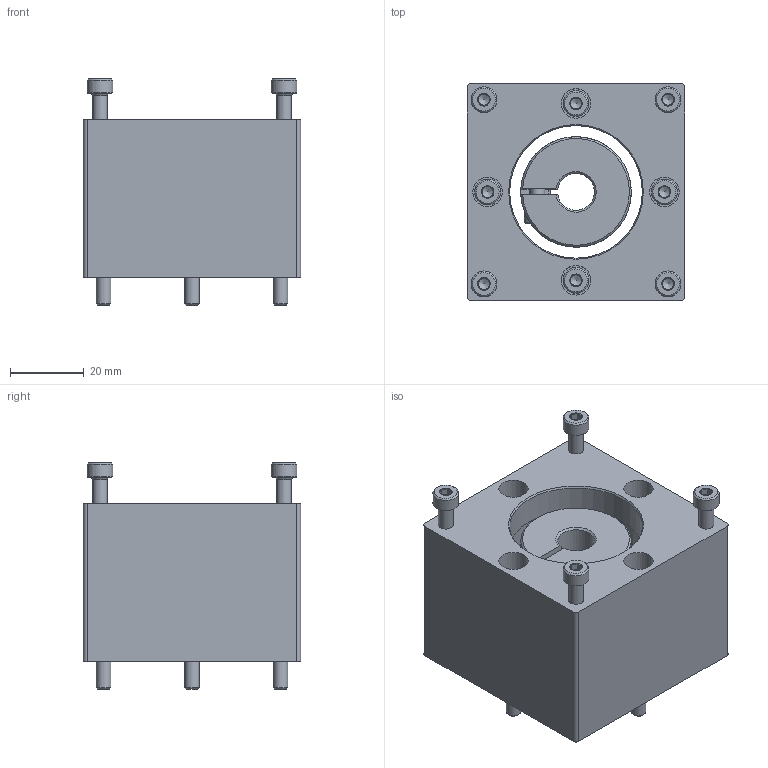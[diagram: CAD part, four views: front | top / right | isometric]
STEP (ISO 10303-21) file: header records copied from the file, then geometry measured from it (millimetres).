
FILE_DESCRIPTION(/* description */ ('STEP AP214'),/* implementation_level */ '2;1');
FILE_NAME(/* name */ '8094949_EAMM-A-T42-60AB',/* time_stamp */ '2023-12-01T01:14:34+01:00',/* author */ ('License CC BY-ND 4.0'),/* organization */ ('CADENAS'),/* preprocessor_version */ 'ST-DEVELOPER v19.3',/* originating_system */ 'PARTsolutions',/* authorisation */ ' ');
FILE_SCHEMA (('AUTOMOTIVE_DESIGN {1 0 10303 214 3 1 1}'));
Length unit declared in the file: millimetre
Products named in the file (7): 8094949 EAMM-A-T42-60AB; ISO-4762 M4x12; 4953967 EAMC-30-GS16; 8160589 EAMC-30-GB16-D10x10; ISO-4762 M4x40; ISO-4762 M4x16; 8094949 EAMM-A-T42-60AB---(P)
Assembly tree (12 placements, depth 2):
  8094949 EAMM-A-T42-60AB
    ISO-4762 M4x12
    4953967 EAMC-30-GS16
    8160589 EAMC-30-GB16-D10x10
    ISO-4762 M4x40  x4
    ISO-4762 M4x16  x4
    8094949 EAMM-A-T42-60AB---(P)
Bounding box: 59 x 59 x 61.5 mm (x, y, z)
Volume: 110150.5 mm3; surface area: 33890.8 mm2
Topology: 12 solids, 12 shells, 363 faces, 877 edges, 552 vertices
Faces by surface type: plane 162, cone 119, cylinder 79, torus 3
Full cylindrical faces by diameter (mm): 3.242 x6, 4 x9, 4.5 x4, 7 x9, 8 x4, 14 x1, 36 x1, 38 x1, 42 x1
Entity records: 5836 total; most frequent: CARTESIAN_POINT 1117, DIRECTION 1000, ORIENTED_EDGE 842, EDGE_CURVE 421, AXIS2_PLACEMENT_3D 417, VERTEX_POINT 304, FACE_BOUND 277, EDGE_LOOP 270
